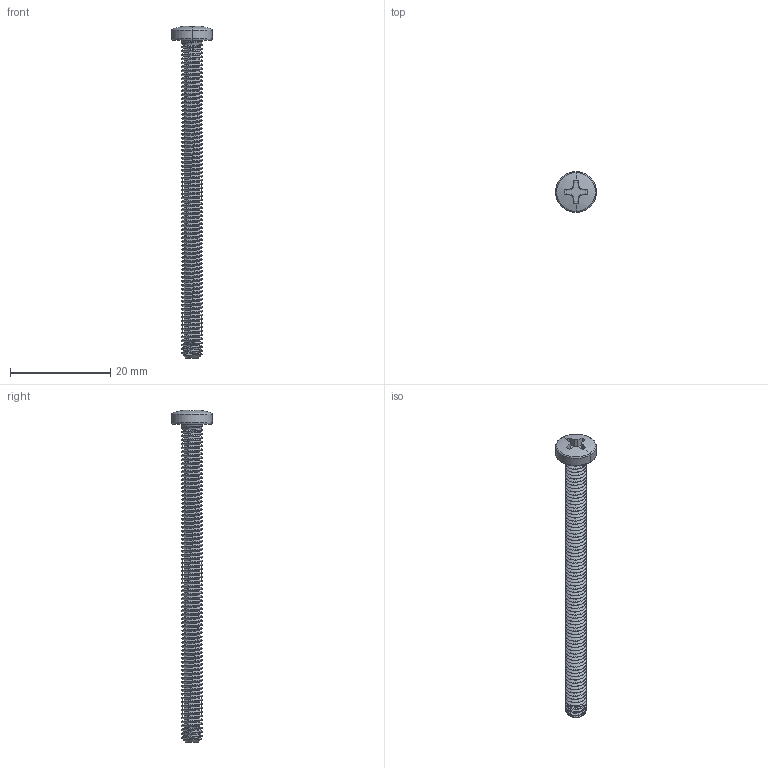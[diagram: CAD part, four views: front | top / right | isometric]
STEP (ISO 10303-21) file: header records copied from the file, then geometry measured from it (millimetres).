
FILE_DESCRIPTION (( 'STEP AP203' ), '1' );
FILE_NAME ('92224A171_Black Oxide Steel Pan Head Phillips Screw.STEP', '2021-07-08T15:12:10', ( 'Administrator' ), ( 'Managed by Terraform' ), 'SwSTEP 2.0', 'SolidWorks 2017', '' );
FILE_SCHEMA (( 'CONFIG_CONTROL_DESIGN' ));
Length unit declared in the file: inch
Products named in the file (1): 92224A171_Black Oxide Steel Pan Head Phillips Screw
Bounding box: 8.18 x 8.18 x 66.36 mm (x, y, z)
Volume: 796 mm3; surface area: 1439.8 mm2
Topology: 1 solids, 1 shells, 196 faces, 572 edges, 379 vertices
Faces by surface type: cylinder 161, plane 15, cone 11, torus 4, bspline 3, sphere 2
Entity records: 15327 total; most frequent: CARTESIAN_POINT 11031, ORIENTED_EDGE 1144, DIRECTION 659, EDGE_CURVE 572, VERTEX_POINT 379, AXIS2_PLACEMENT_3D 236, EDGE_LOOP 197, ADVANCED_FACE 196
